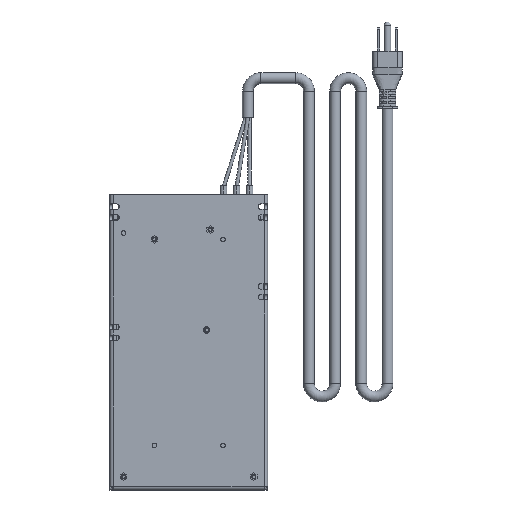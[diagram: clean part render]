
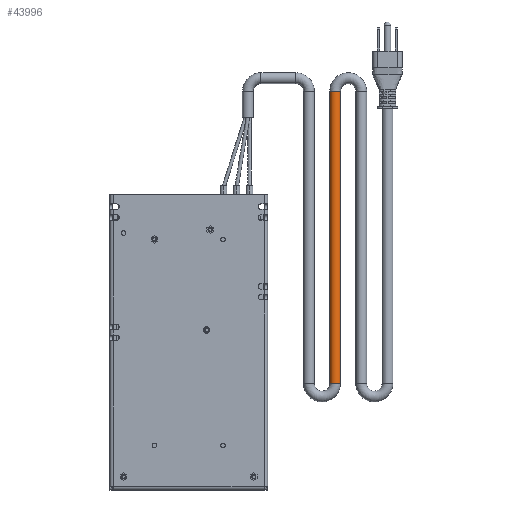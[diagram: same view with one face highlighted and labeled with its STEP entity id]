
A CAD part, front view. The second image highlights one B-rep face of the part: STEP entity #43996.
In plain terms, the highlighted cylindrical face has radius 3.937 mm (diameter 7.874 mm), a full revolution.
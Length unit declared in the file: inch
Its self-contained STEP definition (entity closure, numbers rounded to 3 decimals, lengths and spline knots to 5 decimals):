
#18044=VERTEX_POINT('',#74205);
#18045=VERTEX_POINT('',#74208);
#18815=CIRCLE('',#46578,0.155);
#18816=CIRCLE('',#46580,0.155);
#24757=EDGE_CURVE('',#18044,#18044,#18815,.T.);
#24758=EDGE_CURVE('',#18045,#18045,#18816,.T.);
#36650=ORIENTED_EDGE('',*,*,#24757,.T.);
#36651=ORIENTED_EDGE('',*,*,#24758,.F.);
#39303=EDGE_LOOP('',(#36650));
#39304=EDGE_LOOP('',(#36651));
#41784=FACE_BOUND('',#39303,.T.);
#41785=FACE_BOUND('',#39304,.T.);
#43996=ADVANCED_FACE('',(#41784,#41785),#74863,.T.);
#46578=AXIS2_PLACEMENT_3D('',#74204,#54655,#54656);
#46579=AXIS2_PLACEMENT_3D('',#74206,#54657,#54658);
#46580=AXIS2_PLACEMENT_3D('',#74207,#54659,#54660);
#54655=DIRECTION('',(0.,0.,1.));
#54656=DIRECTION('',(0.155,0.,0.));
#54657=DIRECTION('',(0.,0.,-1.));
#54658=DIRECTION('',(0.155,0.,0.));
#54659=DIRECTION('',(0.,0.,1.));
#54660=DIRECTION('',(0.155,0.,0.));
#74204=CARTESIAN_POINT('',(1.5,0.,-8.375));
#74205=CARTESIAN_POINT('',(1.655,0.,-8.375));
#74206=CARTESIAN_POINT('',(1.5,0.,0.));
#74207=CARTESIAN_POINT('',(1.5,0.,0.));
#74208=CARTESIAN_POINT('',(1.655,0.,0.));
#74863=CYLINDRICAL_SURFACE('',#46579,0.155);
